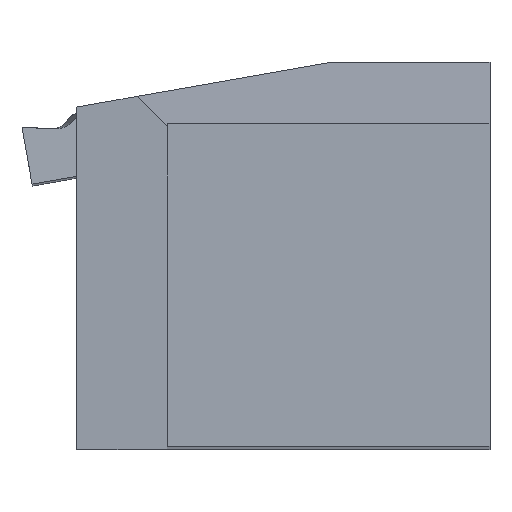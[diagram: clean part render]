
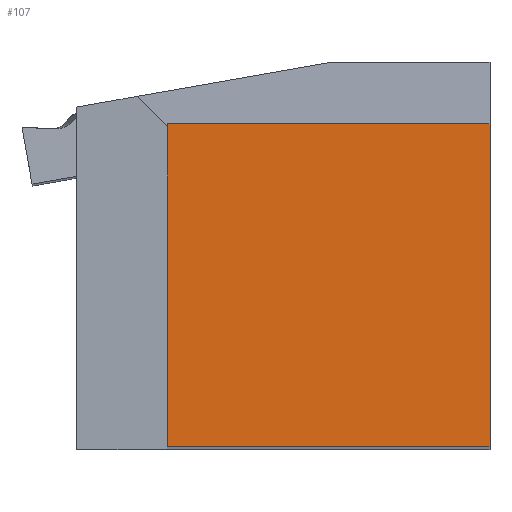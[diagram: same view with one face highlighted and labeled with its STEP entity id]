
A CAD part, top view. The second image highlights one B-rep face of the part: STEP entity #107.
In plain terms, the highlighted planar face has unit normal (0, 0, 1).
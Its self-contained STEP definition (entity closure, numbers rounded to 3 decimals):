
#107=ADVANCED_FACE('',(#177),#140,.F.);
#140=PLANE('',#772);
#177=FACE_OUTER_BOUND('',#214,.T.);
#214=EDGE_LOOP('',(#384,#385,#386,#387));
#384=ORIENTED_EDGE('',*,*,#553,.F.);
#385=ORIENTED_EDGE('',*,*,#554,.F.);
#386=ORIENTED_EDGE('',*,*,#555,.T.);
#387=ORIENTED_EDGE('',*,*,#556,.T.);
#463=VERTEX_POINT('',#1421);
#464=VERTEX_POINT('',#1422);
#465=VERTEX_POINT('',#1424);
#466=VERTEX_POINT('',#1426);
#553=EDGE_CURVE('',#463,#464,#629,.T.);
#554=EDGE_CURVE('',#465,#463,#630,.T.);
#555=EDGE_CURVE('',#465,#466,#631,.T.);
#556=EDGE_CURVE('',#466,#464,#632,.T.);
#629=LINE('',#1420,#705);
#630=LINE('',#1423,#706);
#631=LINE('',#1425,#707);
#632=LINE('',#1427,#708);
#705=VECTOR('',#904,1.);
#706=VECTOR('',#905,1.);
#707=VECTOR('',#906,1.);
#708=VECTOR('',#907,1.);
#772=AXIS2_PLACEMENT_3D('',#1428,#908,#909);
#904=DIRECTION('',(-1.,0.,0.));
#905=DIRECTION('',(0.,-1.,0.));
#906=DIRECTION('',(-1.,0.,0.));
#907=DIRECTION('',(0.,-1.,0.));
#908=DIRECTION('',(0.,0.,-1.));
#909=DIRECTION('',(0.,1.,0.));
#1420=CARTESIAN_POINT('',(75.875,-25.4,114.));
#1421=CARTESIAN_POINT('',(12.7,-25.4,114.));
#1422=CARTESIAN_POINT('',(-12.7,-25.4,114.));
#1423=CARTESIAN_POINT('',(12.7,100.,114.));
#1424=CARTESIAN_POINT('',(12.7,0.,114.));
#1425=CARTESIAN_POINT('',(75.875,0.,114.));
#1426=CARTESIAN_POINT('',(-12.7,0.,114.));
#1427=CARTESIAN_POINT('',(-12.7,100.,114.));
#1428=CARTESIAN_POINT('',(75.875,-25.4,114.));
